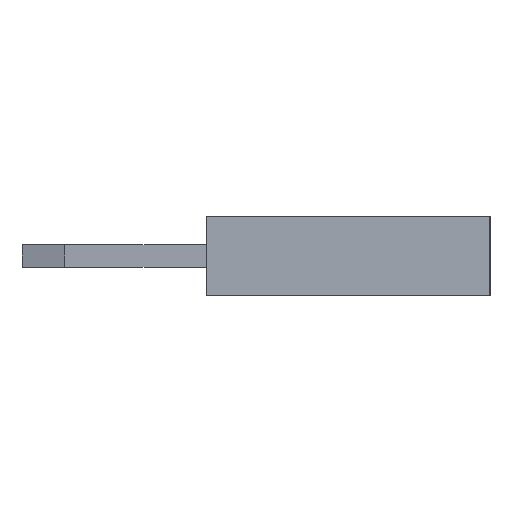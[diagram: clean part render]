
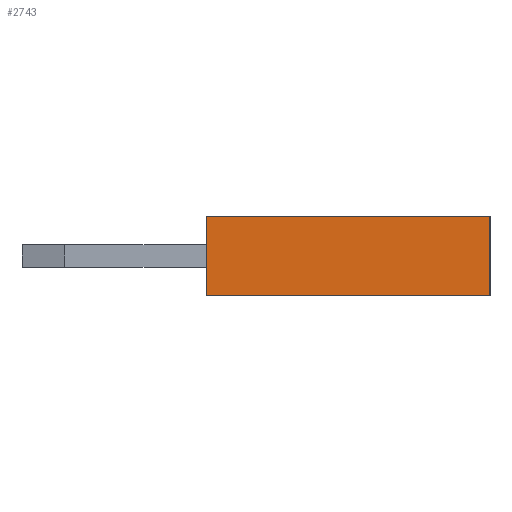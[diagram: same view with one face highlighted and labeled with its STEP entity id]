
A CAD part, left-side view. The second image highlights one B-rep face of the part: STEP entity #2743.
In plain terms, the highlighted planar face has unit normal (-1, 0, 0).
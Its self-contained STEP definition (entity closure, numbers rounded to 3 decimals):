
#177=FACE_OUTER_BOUND('',#323,.T.);
#323=EDGE_LOOP('',(#2356,#2357,#2358,#2359));
#709=LINE('',#4308,#1081);
#712=LINE('',#4314,#1084);
#713=LINE('',#4316,#1085);
#714=LINE('',#4317,#1086);
#1081=VECTOR('',#3541,10.);
#1084=VECTOR('',#3546,10.);
#1085=VECTOR('',#3547,10.);
#1086=VECTOR('',#3548,10.);
#1333=VERTEX_POINT('',#4305);
#1334=VERTEX_POINT('',#4307);
#1336=VERTEX_POINT('',#4313);
#1337=VERTEX_POINT('',#4315);
#1701=EDGE_CURVE('',#1333,#1334,#709,.T.);
#1704=EDGE_CURVE('',#1336,#1333,#712,.T.);
#1705=EDGE_CURVE('',#1337,#1336,#713,.T.);
#1706=EDGE_CURVE('',#1334,#1337,#714,.T.);
#2356=ORIENTED_EDGE('',*,*,#1704,.F.);
#2357=ORIENTED_EDGE('',*,*,#1705,.F.);
#2358=ORIENTED_EDGE('',*,*,#1706,.F.);
#2359=ORIENTED_EDGE('',*,*,#1701,.F.);
#2597=PLANE('',#2891);
#2743=ADVANCED_FACE('',(#177),#2597,.T.);
#2891=AXIS2_PLACEMENT_3D('',#4312,#3544,#3545);
#3541=DIRECTION('',(0.,-1.,0.));
#3544=DIRECTION('center_axis',(-1.,0.,0.));
#3545=DIRECTION('ref_axis',(0.,1.,0.));
#3546=DIRECTION('',(0.,0.,1.));
#3547=DIRECTION('',(0.,1.,0.));
#3548=DIRECTION('',(0.,0.,-1.));
#4305=CARTESIAN_POINT('',(0.,0.,1.4));
#4307=CARTESIAN_POINT('',(0.,-10.,1.4));
#4308=CARTESIAN_POINT('',(0.,-10.,1.4));
#4312=CARTESIAN_POINT('Origin',(0.,-10.,0.));
#4313=CARTESIAN_POINT('',(0.,0.,-1.4));
#4314=CARTESIAN_POINT('',(0.,0.,0.));
#4315=CARTESIAN_POINT('',(0.,-10.,-1.4));
#4316=CARTESIAN_POINT('',(0.,-10.,-1.4));
#4317=CARTESIAN_POINT('',(0.,-10.,0.));
